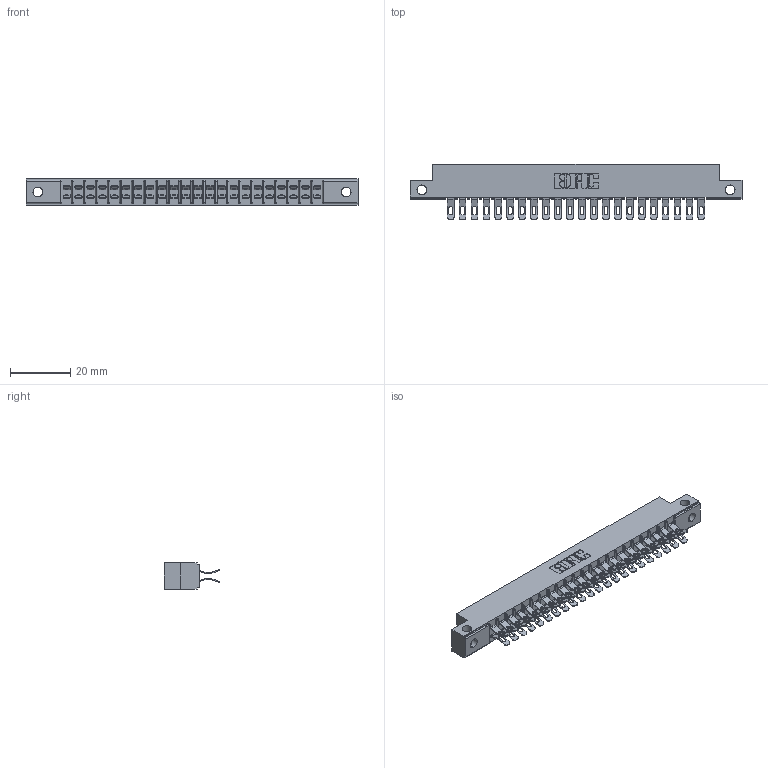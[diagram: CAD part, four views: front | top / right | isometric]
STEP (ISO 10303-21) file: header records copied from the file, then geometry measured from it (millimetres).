
FILE_DESCRIPTION (( 'STEP AP203' ), '1' );
FILE_NAME ('315-044-555-212.STEP', '2020-09-20T02:49:21', ( '' ), ( '' ), 'SwSTEP 2.0', 'SolidWorks 2020', '' );
FILE_SCHEMA (( 'CONFIG_CONTROL_DESIGN' ));
Length unit declared in the file: inch
Products named in the file (3): 305-290-001_555; 305 Part_.128 Dia; 315-044-555-212
Assembly tree (45 placements, depth 2):
  315-044-555-212
    305 Part_.128 Dia
    305-290-001_555  x44
Bounding box: 110.19 x 18.41 x 8.71 mm (x, y, z)
Volume: 6908.9 mm3; surface area: 13777.2 mm2
Topology: 45 solids, 45 shells, 3032 faces, 9042 edges, 5904 vertices
Faces by surface type: plane 1476, cylinder 1468, sphere 88
Entity records: 27285 total; most frequent: CARTESIAN_POINT 4582, ORIENTED_EDGE 4492, DIRECTION 4382, EDGE_CURVE 2246, VECTOR 1758, LINE 1758, VERTEX_POINT 1432, AXIS2_PLACEMENT_3D 1312
